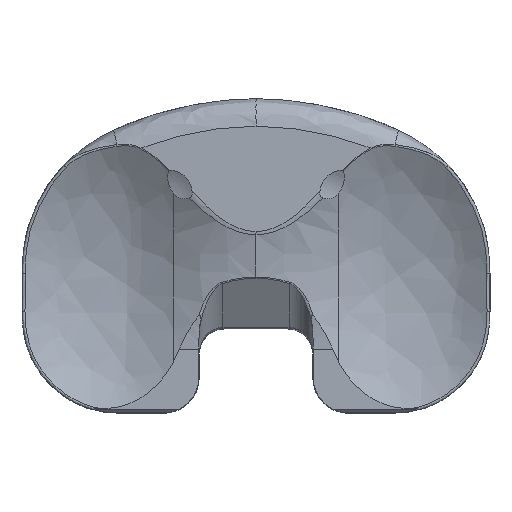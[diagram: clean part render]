
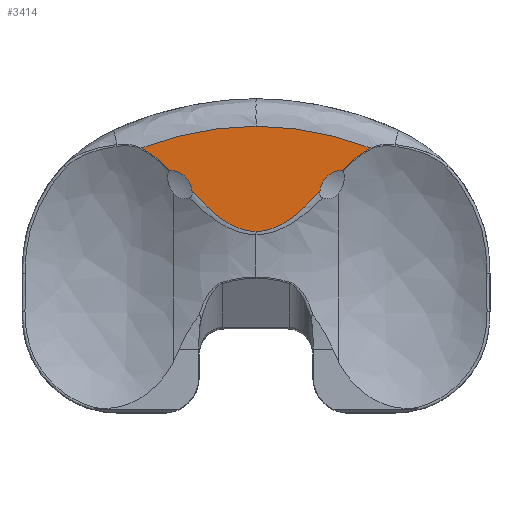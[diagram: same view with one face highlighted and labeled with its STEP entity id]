
A CAD part, top view. The second image highlights one B-rep face of the part: STEP entity #3414.
In plain terms, the highlighted planar face has unit normal (0, 0, 1).
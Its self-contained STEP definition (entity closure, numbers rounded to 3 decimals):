
#1=CARTESIAN_POINT('',(-9.145,-2.781,0.));
#2=CARTESIAN_POINT('',(-9.173,-2.551,0.));
#3=CARTESIAN_POINT('',(-9.265,-2.105,
0.));
#4=CARTESIAN_POINT('',(-9.532,-1.463,0.));
#5=CARTESIAN_POINT('',(-9.917,-0.904,
0.));
#6=CARTESIAN_POINT('',(-10.413,-0.438,0.));
#7=CARTESIAN_POINT('',(-10.999,-0.084,
0.));
#8=CARTESIAN_POINT('',(-11.645,0.153,0.));
#9=CARTESIAN_POINT('',(-12.11,0.236,0.));
#10=CARTESIAN_POINT('',(-12.352,0.259,
0.));
#12=CARTESIAN_POINT('',(9.145,-2.781,0.));
#13=CARTESIAN_POINT('',(9.173,-2.551,0.));
#14=CARTESIAN_POINT('',(9.265,-2.105,
0.));
#15=CARTESIAN_POINT('',(9.532,-1.463,0.));
#16=CARTESIAN_POINT('',(9.917,-0.904,
0.));
#17=CARTESIAN_POINT('',(10.413,-0.438,0.));
#18=CARTESIAN_POINT('',(10.999,-0.084,
0.));
#19=CARTESIAN_POINT('',(11.645,0.153,0.));
#20=CARTESIAN_POINT('',(12.11,0.236,0.));
#21=CARTESIAN_POINT('',(12.352,0.259,0.));
#27=CARTESIAN_POINT('',(0.,-8.535,0.));
#29=CARTESIAN_POINT('',(0.,-8.535,0.));
#30=CARTESIAN_POINT('',(0.38,-8.535,0.));
#31=CARTESIAN_POINT('',(1.158,-8.468,0.));
#32=CARTESIAN_POINT('',(2.434,-8.118,0.));
#33=CARTESIAN_POINT('',(3.645,-7.559,0.));
#34=CARTESIAN_POINT('',(4.694,-6.918,0.));
#35=CARTESIAN_POINT('',(5.596,-6.259,0.));
#36=CARTESIAN_POINT('',(6.382,-5.608,0.));
#37=CARTESIAN_POINT('',(7.072,-4.979,0.));
#38=CARTESIAN_POINT('',(7.682,-4.38,0.));
#39=CARTESIAN_POINT('',(8.224,-3.814,0.));
#40=CARTESIAN_POINT('',(8.71,-3.281,0.));
#41=CARTESIAN_POINT('',(9.005,-2.944,0.));
#42=CARTESIAN_POINT('',(9.145,-2.781,0.));
#44=CARTESIAN_POINT('',(9.145,-2.781,0.));
#81=CARTESIAN_POINT('',(-9.145,-2.781,0.));
#90=CARTESIAN_POINT('',(0.,-8.535,0.));
#91=CARTESIAN_POINT('',(-0.38,-8.535,0.));
#92=CARTESIAN_POINT('',(-1.158,-8.468,0.));
#93=CARTESIAN_POINT('',(-2.434,-8.118,0.));
#94=CARTESIAN_POINT('',(-3.645,-7.559,0.));
#95=CARTESIAN_POINT('',(-4.694,-6.918,0.));
#96=CARTESIAN_POINT('',(-5.596,-6.259,0.));
#97=CARTESIAN_POINT('',(-6.382,-5.608,0.));
#98=CARTESIAN_POINT('',(-7.072,-4.979,0.));
#99=CARTESIAN_POINT('',(-7.682,-4.38,0.));
#100=CARTESIAN_POINT('',(-8.224,-3.814,0.));
#101=CARTESIAN_POINT('',(-8.71,-3.281,0.));
#102=CARTESIAN_POINT('',(-9.005,-2.944,0.));
#103=CARTESIAN_POINT('',(-9.145,-2.781,0.));
#152=CARTESIAN_POINT('',(12.352,0.259,
0.));
#153=CARTESIAN_POINT('',(12.791,0.735,
0.));
#154=CARTESIAN_POINT('',(13.685,1.598,0.));
#155=CARTESIAN_POINT('',(15.06,2.63,0.));
#156=CARTESIAN_POINT('',(15.995,3.171,0.));
#157=CARTESIAN_POINT('',(16.465,3.408,0.));
#202=CARTESIAN_POINT('',(0.,6.536,0.));
#240=CARTESIAN_POINT('',(16.465,3.408,0.));
#241=CARTESIAN_POINT('',(15.553,3.769,0.));
#242=CARTESIAN_POINT('',(13.725,4.401,0.));
#243=CARTESIAN_POINT('',(11.103,5.122,0.));
#244=CARTESIAN_POINT('',(8.313,5.738,0.));
#245=CARTESIAN_POINT('',(5.432,6.201,0.));
#246=CARTESIAN_POINT('',(2.594,6.48,0.));
#247=CARTESIAN_POINT('',(0.847,6.536,0.));
#248=CARTESIAN_POINT('',(0.,6.536,0.));
#250=CARTESIAN_POINT('',(-16.465,3.408,0.));
#251=CARTESIAN_POINT('',(-15.553,3.769,0.));
#252=CARTESIAN_POINT('',(-13.725,4.401,
0.));
#253=CARTESIAN_POINT('',(-11.103,5.122,0.));
#254=CARTESIAN_POINT('',(-8.313,5.738,
0.));
#255=CARTESIAN_POINT('',(-5.432,6.201,0.));
#256=CARTESIAN_POINT('',(-2.594,6.48,
0.));
#257=CARTESIAN_POINT('',(-0.847,6.536,0.));
#258=CARTESIAN_POINT('',(0.,6.536,0.));
#315=CARTESIAN_POINT('',(-12.352,0.259,
0.));
#316=CARTESIAN_POINT('',(-12.791,0.735,
0.));
#317=CARTESIAN_POINT('',(-13.685,1.598,0.));
#318=CARTESIAN_POINT('',(-15.06,2.63,
0.));
#319=CARTESIAN_POINT('',(-15.995,3.171,0.));
#320=CARTESIAN_POINT('',(-16.465,3.408,0.));
#3168=VERTEX_POINT('',#44);
#3174=VERTEX_POINT('',#152);
#3175=VERTEX_POINT('',#157);
#3329=VERTEX_POINT('',#81);
#3335=VERTEX_POINT('',#315);
#3336=VERTEX_POINT('',#320);
#3360=VERTEX_POINT('',#202);
#3367=VERTEX_POINT('',#27);
#3391=CARTESIAN_POINT('',(0.,0.,0.));
#3392=DIRECTION('',(0.,0.,1.));
#3393=DIRECTION('',(1.,0.,0.));
#3394=AXIS2_PLACEMENT_3D('',#3391,#3392,#3393);
#3395=PLANE('',#3394);
#3397=ORIENTED_EDGE('',*,*,#3396,.F.);
#3399=ORIENTED_EDGE('',*,*,#3398,.T.);
#3401=ORIENTED_EDGE('',*,*,#3400,.T.);
#3403=ORIENTED_EDGE('',*,*,#3402,.T.);
#3405=ORIENTED_EDGE('',*,*,#3404,.T.);
#3407=ORIENTED_EDGE('',*,*,#3406,.F.);
#3409=ORIENTED_EDGE('',*,*,#3408,.F.);
#3411=ORIENTED_EDGE('',*,*,#3410,.F.);
#3412=EDGE_LOOP('',(#3397,#3399,#3401,#3403,#3405,#3407,#3409,#3411));
#3413=FACE_OUTER_BOUND('',#3412,.F.);
#3414=ADVANCED_FACE('',(#3413),#3395,.T.);
#11=B_SPLINE_CURVE_WITH_KNOTS('',3,(#1,#2,#3,#4,#5,#6,#7,#8,#9,#10),
.UNSPECIFIED.,.F.,.F.,(4,1,1,1,1,1,1,4),(0.,0.143,
0.286,0.429,0.571,0.714,
0.857,1.),.UNSPECIFIED.);
#22=B_SPLINE_CURVE_WITH_KNOTS('',3,(#12,#13,#14,#15,#16,#17,#18,#19,#20,#21),
.UNSPECIFIED.,.F.,.F.,(4,1,1,1,1,1,1,4),(0.,0.143,
0.286,0.429,0.571,0.714,
0.857,1.),.UNSPECIFIED.);
#43=B_SPLINE_CURVE_WITH_KNOTS('',3,(#29,#30,#31,#32,#33,#34,#35,#36,#37,#38,#39,
#40,#41,#42),.UNSPECIFIED.,.F.,.F.,(4,1,1,1,1,1,1,1,1,1,1,4),(0.,
0.091,0.182,0.273,0.364,
0.455,0.545,0.636,0.727,
0.818,0.909,1.),.UNSPECIFIED.);
#104=B_SPLINE_CURVE_WITH_KNOTS('',3,(#90,#91,#92,#93,#94,#95,#96,#97,#98,#99,
#100,#101,#102,#103),.UNSPECIFIED.,.F.,.F.,(4,1,1,1,1,1,1,1,1,1,1,4),(0.,
0.091,0.182,0.273,0.364,
0.455,0.545,0.636,0.727,
0.818,0.909,1.),.UNSPECIFIED.);
#158=B_SPLINE_CURVE_WITH_KNOTS('',3,(#152,#153,#154,#155,#156,#157),
.UNSPECIFIED.,.F.,.F.,(4,1,1,4),(0.,0.333,0.667,1.),
.UNSPECIFIED.);
#249=B_SPLINE_CURVE_WITH_KNOTS('',3,(#240,#241,#242,#243,#244,#245,#246,#247,
#248),.UNSPECIFIED.,.F.,.F.,(4,1,1,1,1,1,4),(0.,0.167,
0.333,0.5,0.667,0.833,1.),
.UNSPECIFIED.);
#259=B_SPLINE_CURVE_WITH_KNOTS('',3,(#250,#251,#252,#253,#254,#255,#256,#257,
#258),.UNSPECIFIED.,.F.,.F.,(4,1,1,1,1,1,4),(0.,0.167,
0.333,0.5,0.667,0.833,1.),
.UNSPECIFIED.);
#321=B_SPLINE_CURVE_WITH_KNOTS('',3,(#315,#316,#317,#318,#319,#320),
.UNSPECIFIED.,.F.,.F.,(4,1,1,4),(0.,0.333,0.667,1.),
.UNSPECIFIED.);
#3396=EDGE_CURVE('',#3367,#3168,#43,.T.);
#3398=EDGE_CURVE('',#3367,#3329,#104,.T.);
#3400=EDGE_CURVE('',#3329,#3335,#11,.T.);
#3402=EDGE_CURVE('',#3335,#3336,#321,.T.);
#3404=EDGE_CURVE('',#3336,#3360,#259,.T.);
#3406=EDGE_CURVE('',#3175,#3360,#249,.T.);
#3408=EDGE_CURVE('',#3174,#3175,#158,.T.);
#3410=EDGE_CURVE('',#3168,#3174,#22,.T.);
